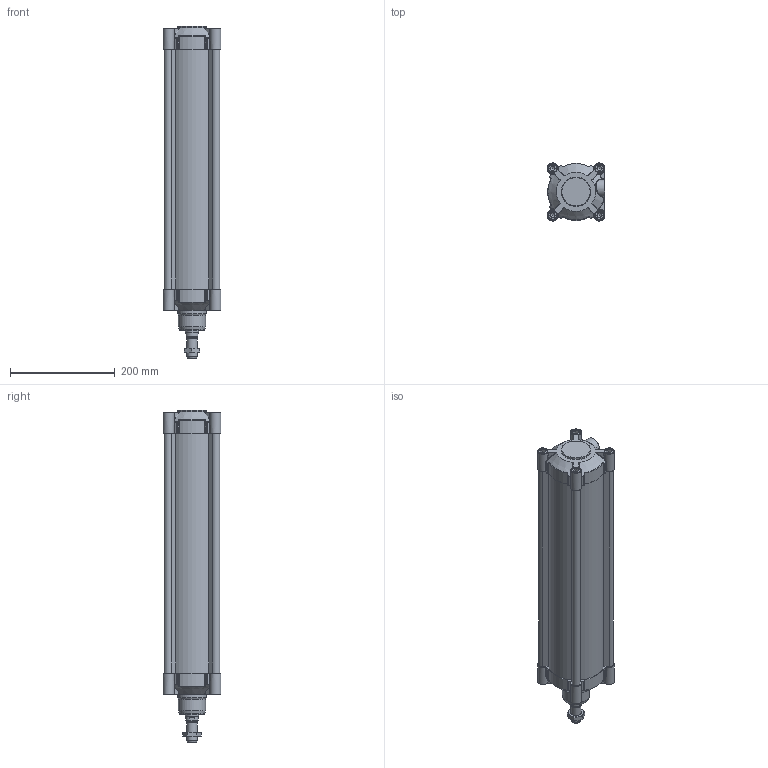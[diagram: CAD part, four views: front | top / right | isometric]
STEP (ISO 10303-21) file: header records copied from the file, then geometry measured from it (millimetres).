
FILE_DESCRIPTION(/* description */ (''),/* implementation_level */ '2;1');
FILE_NAME(/* name */ 'HDM100.400.GS.M.stp',/* time_stamp */ '2021-03-05T15:30:36+01:00',/* author */ ('carlo.corazza'),/* organization */ (''),/* preprocessor_version */ 'ST-DEVELOPER v18.1',/* originating_system */ 'Autodesk Inventor 2020',/* authorisation */ '');
FILE_SCHEMA (('AUTOMOTIVE_DESIGN { 1 0 10303 214 3 1 1 }'));
Length unit declared in the file: millimetre
Products named in the file (6): HDM100.400.GS.M; TP H100; TA H100; CORPO-400; STELO-400; 29.2020.000.0
Assembly tree (5 placements, depth 2):
  HDM100.400.GS.M
    TP H100
    TA H100
    CORPO-400
    STELO-400
    29.2020.000.0
Bounding box: 110 x 110 x 633 mm (x, y, z)
Volume: 2144103.5 mm3; surface area: 716515.2 mm2
Topology: 5 solids, 19 shells, 1287 faces, 3188 edges, 1968 vertices
Faces by surface type: plane 397, cylinder 299, bspline 256, cone 124, sphere 108, torus 103
Full cylindrical faces by diameter (mm): 8.376 x8, 10 x8, 10.3 x8, 12 x3, 16 x8, 16.3 x8, 17 x2, 17.5 x1, 18.376 x1, 18.631 x2, 20 x1, 24.5 x1, 25 x3, 25.6 x1, 25.8 x1, 25.962 x1, 30 x1, 35 x2, 52 x1, 55 x2, 100 x2
Entity records: 45899 total; most frequent: CARTESIAN_POINT 15355, ORIENTED_EDGE 6236, DIRECTION 5915, EDGE_CURVE 3118, AXIS2_PLACEMENT_3D 2362, VERTEX_POINT 1968, EDGE_LOOP 1404, CIRCLE 1303
